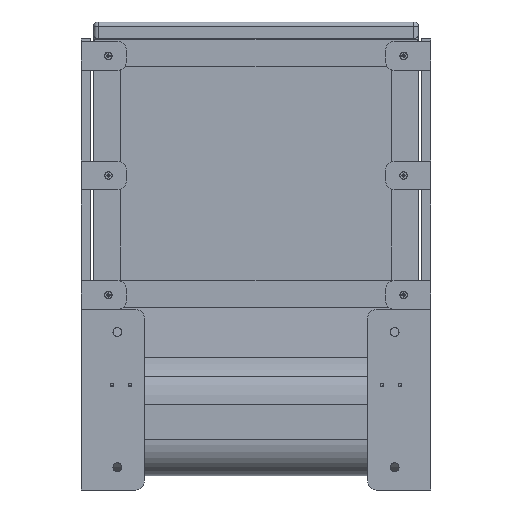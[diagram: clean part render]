
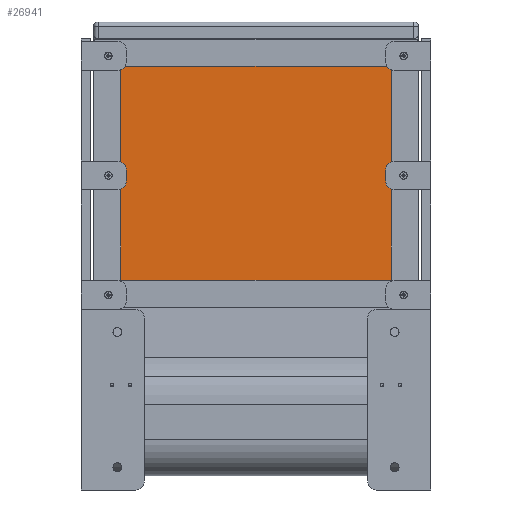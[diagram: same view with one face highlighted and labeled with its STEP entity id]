
A CAD part, front view. The second image highlights one B-rep face of the part: STEP entity #26941.
In plain terms, the highlighted planar face has unit normal (0, -1, 0).
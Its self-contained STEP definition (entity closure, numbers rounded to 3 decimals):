
#26884 = VERTEX_POINT('',#26885);
#26885 = CARTESIAN_POINT('',(-170.,16.,-42.5));
#26891 = EDGE_CURVE('',#26884,#26892,#26894,.T.);
#26892 = VERTEX_POINT('',#26893);
#26893 = CARTESIAN_POINT('',(-175.,16.,-37.5));
#26894 = CIRCLE('',#26895,5.);
#26895 = AXIS2_PLACEMENT_3D('',#26896,#26897,#26898);
#26896 = CARTESIAN_POINT('',(-170.,16.,-37.5));
#26897 = DIRECTION('',(0.,1.,0.));
#26898 = DIRECTION('',(-0.707,0.,-0.707
    ));
#26915 = EDGE_CURVE('',#26892,#26916,#26918,.T.);
#26916 = VERTEX_POINT('',#26917);
#26917 = CARTESIAN_POINT('',(-175.,16.,249.5));
#26918 = LINE('',#26919,#26920);
#26919 = CARTESIAN_POINT('',(-175.,16.,-42.5));
#26920 = VECTOR('',#26921,1.);
#26921 = DIRECTION('',(0.,0.,1.));
#26941 = ADVANCED_FACE('',(#26942),#26977,.F.);
#26942 = FACE_BOUND('',#26943,.T.);
#26943 = EDGE_LOOP('',(#26944,#26945,#26953,#26962,#26970,#26976));
#26944 = ORIENTED_EDGE('',*,*,#26891,.F.);
#26945 = ORIENTED_EDGE('',*,*,#26946,.F.);
#26946 = EDGE_CURVE('',#26947,#26884,#26949,.T.);
#26947 = VERTEX_POINT('',#26948);
#26948 = CARTESIAN_POINT('',(170.,16.,-42.5));
#26949 = LINE('',#26950,#26951);
#26950 = CARTESIAN_POINT('',(175.,16.,-42.5));
#26951 = VECTOR('',#26952,1.);
#26952 = DIRECTION('',(-1.,0.,0.));
#26953 = ORIENTED_EDGE('',*,*,#26954,.F.);
#26954 = EDGE_CURVE('',#26955,#26947,#26957,.T.);
#26955 = VERTEX_POINT('',#26956);
#26956 = CARTESIAN_POINT('',(175.,16.,-37.5));
#26957 = CIRCLE('',#26958,5.);
#26958 = AXIS2_PLACEMENT_3D('',#26959,#26960,#26961);
#26959 = CARTESIAN_POINT('',(170.,16.,-37.5));
#26960 = DIRECTION('',(0.,1.,0.));
#26961 = DIRECTION('',(0.707,0.,-0.707
    ));
#26962 = ORIENTED_EDGE('',*,*,#26963,.F.);
#26963 = EDGE_CURVE('',#26964,#26955,#26966,.T.);
#26964 = VERTEX_POINT('',#26965);
#26965 = CARTESIAN_POINT('',(175.,16.,249.5));
#26966 = LINE('',#26967,#26968);
#26967 = CARTESIAN_POINT('',(175.,16.,249.5));
#26968 = VECTOR('',#26969,1.);
#26969 = DIRECTION('',(0.,0.,-1.));
#26970 = ORIENTED_EDGE('',*,*,#26971,.F.);
#26971 = EDGE_CURVE('',#26916,#26964,#26972,.T.);
#26972 = LINE('',#26973,#26974);
#26973 = CARTESIAN_POINT('',(-175.,16.,249.5));
#26974 = VECTOR('',#26975,1.);
#26975 = DIRECTION('',(1.,0.,0.));
#26976 = ORIENTED_EDGE('',*,*,#26915,.F.);
#26977 = PLANE('',#26978);
#26978 = AXIS2_PLACEMENT_3D('',#26979,#26980,#26981);
#26979 = CARTESIAN_POINT('',(0.,16.,103.5));
#26980 = DIRECTION('',(0.,1.,0.));
#26981 = DIRECTION('',(0.,0.,1.));
